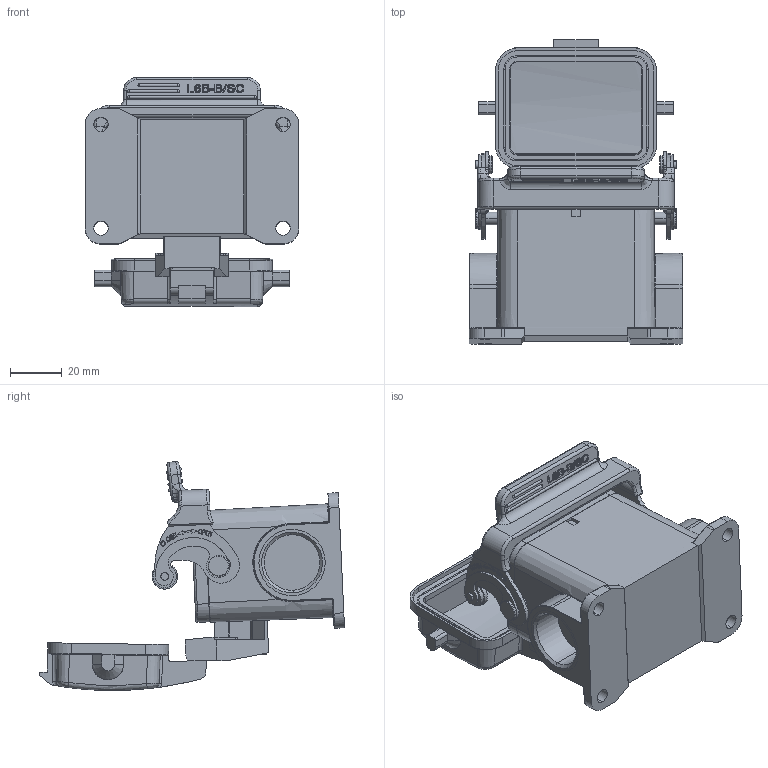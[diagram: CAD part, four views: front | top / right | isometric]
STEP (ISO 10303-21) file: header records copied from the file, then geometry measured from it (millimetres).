
FILE_DESCRIPTION((''),'2;1');
FILE_NAME('PRT0362_1','2017-09-22T',('dm.li'),(''),'PRO/ENGINEER BY PARAMETRIC TECHNOLOGY CORPORATION, 2012480','PRO/ENGINEER BY PARAMETRIC TECHNOLOGY CORPORATION, 2012480','');
FILE_SCHEMA(('AUTOMOTIVE_DESIGN { 1 0 10303 214 1 1 1 1 }'));
Products named in the file (1): PRT0362_1
Bounding box: 82 x 117.32 x 88.11 mm (x, y, z)
Volume: 97733.1 mm3; surface area: 57682.8 mm2
Topology: 1 solids, 12 shells, 1399 faces, 3754 edges, 2446 vertices
Faces by surface type: plane 616, cylinder 325, extrusion 258, torus 82, cone 50, bspline 50, sphere 18
Entity records: 49915 total; most frequent: CARTESIAN_POINT 15107, ORIENTED_EDGE 7464, DIRECTION 6275, EDGE_CURVE 3732, VERTEX_POINT 2446, VECTOR 2303, LINE 2045, AXIS2_PLACEMENT_3D 1986
